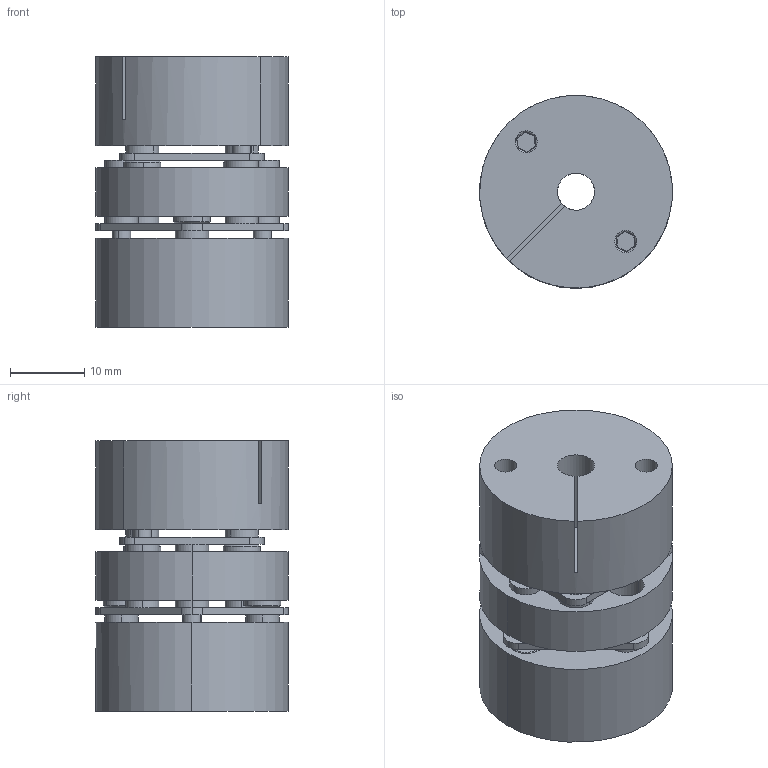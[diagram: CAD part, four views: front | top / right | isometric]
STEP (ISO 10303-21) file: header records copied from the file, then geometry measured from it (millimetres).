
FILE_DESCRIPTION (( 'STEP AP214' ), '1' );
FILE_NAME ('B466 Ìåìáðàííûå ìóôòû Ô5-Ô8.STEP', '2025-07-11T11:57:58', ( '' ), ( '' ), 'SwSTEP 2.0', 'SolidWorks 2025', '' );
FILE_SCHEMA (( 'AUTOMOTIVE_DESIGN' ));
Length unit declared in the file: millimetre
Products named in the file (5): Верх_00; B466 Мембранные муфты Ф5-Ф8; Средняя часть_00; Винт_00; Ниж.часть_00
Assembly tree (11 placements, depth 2):
  B466 Мембранные муфты Ф5-Ф8
    Средняя часть_00
    Верх_00
    Винт_00  x8
    Ниж.часть_00
Bounding box: 26 x 26 x 36.5 mm (x, y, z)
Volume: 14511.1 mm3; surface area: 9746 mm2
Topology: 11 solids, 11 shells, 362 faces, 806 edges, 500 vertices
Faces by surface type: cylinder 226, plane 120, cone 16
Entity records: 5272 total; most frequent: DIRECTION 962, CARTESIAN_POINT 878, ORIENTED_EDGE 800, EDGE_CURVE 400, AXIS2_PLACEMENT_3D 394, VERTEX_POINT 262, EDGE_LOOP 232, CIRCLE 214
